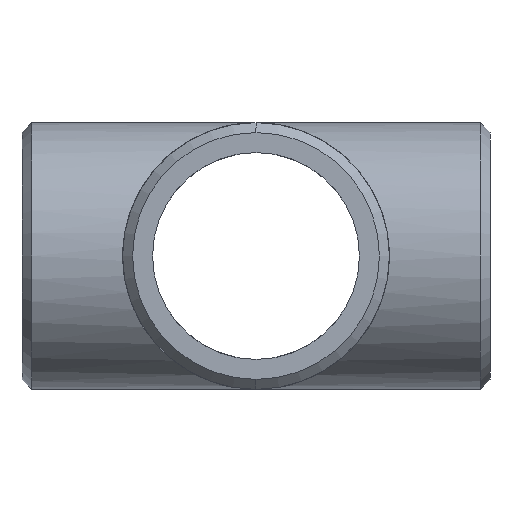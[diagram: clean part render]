
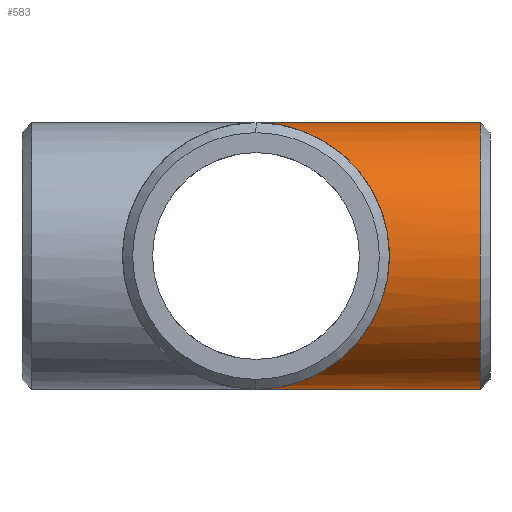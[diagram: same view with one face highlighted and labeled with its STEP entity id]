
A CAD part, left-side view. The second image highlights one B-rep face of the part: STEP entity #583.
In plain terms, the highlighted cylindrical face has radius 70.65 mm (diameter 141.3 mm), a partial arc.
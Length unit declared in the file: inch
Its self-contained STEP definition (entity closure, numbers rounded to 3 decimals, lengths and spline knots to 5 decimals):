
#27 = CARTESIAN_POINT ( 'NONE',  ( 0., 0., 2.7815 ) ) ;
#50 = VECTOR ( 'NONE', #113, 39.37008 ) ;
#91 = CARTESIAN_POINT ( 'NONE',  ( -5.563, -5.563, 2.7815 ) ) ;
#113 = DIRECTION ( 'NONE',  ( 0., 1., 0. ) ) ;
#122 = AXIS2_PLACEMENT_3D ( 'NONE', #455, #131, #426 ) ;
#131 = DIRECTION ( 'NONE',  ( 0., 1., 0. ) ) ;
#170 = ORIENTED_EDGE ( 'NONE', *, *, #731, .T. ) ;
#233 = VERTEX_POINT ( 'NONE', #764 ) ;
#235 = EDGE_LOOP ( 'NONE', ( #612, #170, #710, #368 ) ) ;
#243 = VERTEX_POINT ( 'NONE', #769 ) ;
#270 = CYLINDRICAL_SURFACE ( 'NONE', #293, 2.7815 ) ;
#293 = AXIS2_PLACEMENT_3D ( 'NONE', #770, #504, #399 ) ;
#294 = CARTESIAN_POINT ( 'NONE',  ( 0., 0., -2.7815 ) ) ;
#368 = ORIENTED_EDGE ( 'NONE', *, *, #489, .F. ) ;
#399 = DIRECTION ( 'NONE',  ( 0., 0., -1. ) ) ;
#407 = CIRCLE ( 'NONE', #122, 2.7815 ) ;
#410 = CARTESIAN_POINT ( 'NONE',  ( 0., -4.67167, -2.7815 ) ) ;
#416 = CARTESIAN_POINT ( 'NONE',  ( 0., -4.88, -2.7815 ) ) ;
#426 = DIRECTION ( 'NONE',  ( 0., 0., -1. ) ) ;
#429 = VERTEX_POINT ( 'NONE', #410 ) ;
#453 = VECTOR ( 'NONE', #670, 39.37008 ) ;
#455 = CARTESIAN_POINT ( 'NONE',  ( 0., -4.67167, 0. ) ) ;
#459 = CARTESIAN_POINT ( 'NONE',  ( 0., 0., 2.7815 ) ) ;
#461 = EDGE_CURVE ( 'NONE', #233, #638, #738, .T. ) ;
#472 = EDGE_CURVE ( 'NONE', #429, #243, #407, .T. ) ;
#489 = EDGE_CURVE ( 'NONE', #429, #233, #537, .T. ) ;
#504 = DIRECTION ( 'NONE',  ( 0., 1., 0. ) ) ;
#537 = LINE ( 'NONE', #416, #453 ) ;
#583 = ADVANCED_FACE ( 'NONE', ( #693 ), #270, .T. ) ;
#612 = ORIENTED_EDGE ( 'NONE', *, *, #472, .T. ) ;
#638 = VERTEX_POINT ( 'NONE', #27 ) ;
#640 = CARTESIAN_POINT ( 'NONE',  ( -5.563, -5.563, -2.7815 ) ) ;
#670 = DIRECTION ( 'NONE',  ( 0., 1., 0. ) ) ;
#693 = FACE_OUTER_BOUND ( 'NONE', #235, .T. ) ;
#710 = ORIENTED_EDGE ( 'NONE', *, *, #461, .F. ) ;
#731 = EDGE_CURVE ( 'NONE', #243, #638, #744, .T. ) ;
#738 =( BOUNDED_CURVE ( )  B_SPLINE_CURVE ( 3, ( #294, #640, #91, #459 ),
 .UNSPECIFIED., .F., .T. ) 
 B_SPLINE_CURVE_WITH_KNOTS ( ( 4, 4 ),
 ( 4.71239, 7.85398 ),
 .UNSPECIFIED. ) 
 CURVE ( )  GEOMETRIC_REPRESENTATION_ITEM ( )  RATIONAL_B_SPLINE_CURVE ( ( 1., 0.333, 0.333, 1. ) ) 
 REPRESENTATION_ITEM ( '' )  );
#744 = LINE ( 'NONE', #798, #50 ) ;
#764 = CARTESIAN_POINT ( 'NONE',  ( 0., 0., -2.7815 ) ) ;
#769 = CARTESIAN_POINT ( 'NONE',  ( 0., -4.67167, 2.7815 ) ) ;
#770 = CARTESIAN_POINT ( 'NONE',  ( 0., -4.88, 0. ) ) ;
#798 = CARTESIAN_POINT ( 'NONE',  ( 0., -4.88, 2.7815 ) ) ;
